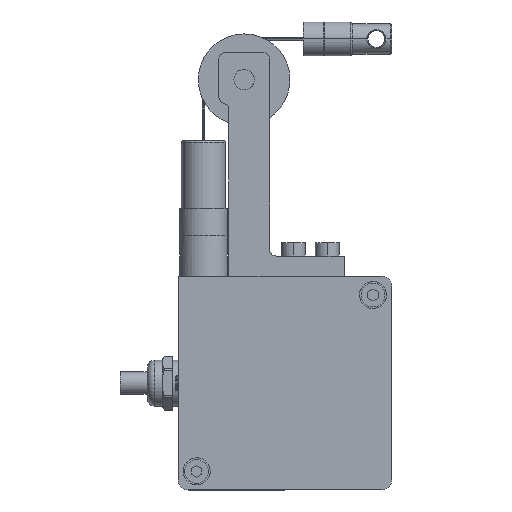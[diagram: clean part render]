
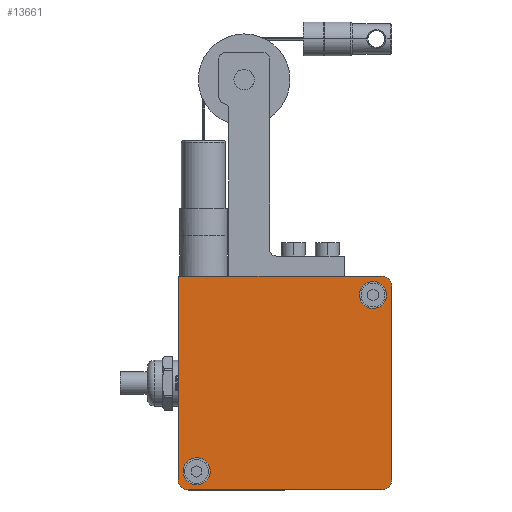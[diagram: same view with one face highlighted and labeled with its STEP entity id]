
A CAD part, left-side view. The second image highlights one B-rep face of the part: STEP entity #13661.
In plain terms, the highlighted planar face has unit normal (-1, 0, 0).
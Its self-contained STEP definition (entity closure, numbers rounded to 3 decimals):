
#13217=CARTESIAN_POINT('Axis2P3D Location',(-18.,26.,26.)) ;
#13221=CARTESIAN_POINT('Vertex',(-18.,29.51,27.918)) ;
#13223=CARTESIAN_POINT('Vertex',(-18.,22.49,24.082)) ;
#13243=CARTESIAN_POINT('Axis2P3D Location',(-18.,26.,26.)) ;
#13297=CARTESIAN_POINT('Axis2P3D Location',(-18.,-26.,-26.)) ;
#13301=CARTESIAN_POINT('Vertex',(-18.,-29.51,-27.918)) ;
#13303=CARTESIAN_POINT('Vertex',(-18.,-22.49,-24.082)) ;
#13323=CARTESIAN_POINT('Axis2P3D Location',(-18.,-26.,-26.)) ;
#13383=CARTESIAN_POINT('Axis2P3D Location',(-18.,28.5,28.5)) ;
#13387=CARTESIAN_POINT('Vertex',(-18.,31.5,28.5)) ;
#13389=CARTESIAN_POINT('Vertex',(-18.,28.5,31.5)) ;
#13423=CARTESIAN_POINT('Line Origine',(-18.,31.5,0.)) ;
#13427=CARTESIAN_POINT('Vertex',(-18.,31.5,-28.5)) ;
#13454=CARTESIAN_POINT('Axis2P3D Location',(-18.,28.5,-28.5)) ;
#13458=CARTESIAN_POINT('Vertex',(-18.,28.5,-31.5)) ;
#13485=CARTESIAN_POINT('Line Origine',(-18.,0.,-31.5)) ;
#13489=CARTESIAN_POINT('Vertex',(-18.,-28.5,-31.5)) ;
#13516=CARTESIAN_POINT('Axis2P3D Location',(-18.,-28.5,-28.5)) ;
#13520=CARTESIAN_POINT('Vertex',(-18.,-31.5,-28.5)) ;
#13554=CARTESIAN_POINT('Line Origine',(-18.,-1.25,31.5)) ;
#13558=CARTESIAN_POINT('Vertex',(-18.,-31.,31.5)) ;
#13578=CARTESIAN_POINT('Line Origine',(-18.,-31.5,1.25)) ;
#13582=CARTESIAN_POINT('Vertex',(-18.,-31.5,31.)) ;
#13633=CARTESIAN_POINT('Axis2P3D Location',(-18.,0.,0.)) ;
#13638=CARTESIAN_POINT('Axis2P3D Location',(-18.,-31.,31.)) ;
#13218=DIRECTION('Axis2P3D Direction',(1.,0.,-0.)) ;
#13244=DIRECTION('Axis2P3D Direction',(1.,0.,-0.)) ;
#13298=DIRECTION('Axis2P3D Direction',(1.,0.,-0.)) ;
#13324=DIRECTION('Axis2P3D Direction',(1.,0.,-0.)) ;
#13384=DIRECTION('Axis2P3D Direction',(-1.,0.,0.)) ;
#13424=DIRECTION('Vector Direction',(0.,0.,-1.)) ;
#13455=DIRECTION('Axis2P3D Direction',(-1.,0.,0.)) ;
#13486=DIRECTION('Vector Direction',(0.,-1.,0.)) ;
#13517=DIRECTION('Axis2P3D Direction',(-1.,0.,0.)) ;
#13555=DIRECTION('Vector Direction',(0.,1.,0.)) ;
#13579=DIRECTION('Vector Direction',(0.,0.,1.)) ;
#13634=DIRECTION('Axis2P3D Direction',(1.,0.,0.)) ;
#13635=DIRECTION('Axis2P3D XDirection',(0.,1.,0.)) ;
#13639=DIRECTION('Axis2P3D Direction',(1.,0.,0.)) ;
#13219=AXIS2_PLACEMENT_3D('Circle Axis2P3D',#13217,#13218,$) ;
#13245=AXIS2_PLACEMENT_3D('Circle Axis2P3D',#13243,#13244,$) ;
#13299=AXIS2_PLACEMENT_3D('Circle Axis2P3D',#13297,#13298,$) ;
#13325=AXIS2_PLACEMENT_3D('Circle Axis2P3D',#13323,#13324,$) ;
#13385=AXIS2_PLACEMENT_3D('Circle Axis2P3D',#13383,#13384,$) ;
#13456=AXIS2_PLACEMENT_3D('Circle Axis2P3D',#13454,#13455,$) ;
#13518=AXIS2_PLACEMENT_3D('Circle Axis2P3D',#13516,#13517,$) ;
#13636=AXIS2_PLACEMENT_3D('Plane Axis2P3D',#13633,#13634,#13635) ;
#13640=AXIS2_PLACEMENT_3D('Circle Axis2P3D',#13638,#13639,$) ;
#13644=ORIENTED_EDGE('',*,*,#13642,.F.) ;
#13645=ORIENTED_EDGE('',*,*,#13560,.F.) ;
#13646=ORIENTED_EDGE('',*,*,#13391,.F.) ;
#13647=ORIENTED_EDGE('',*,*,#13429,.F.) ;
#13648=ORIENTED_EDGE('',*,*,#13460,.F.) ;
#13649=ORIENTED_EDGE('',*,*,#13491,.F.) ;
#13650=ORIENTED_EDGE('',*,*,#13522,.F.) ;
#13651=ORIENTED_EDGE('',*,*,#13584,.F.) ;
#13654=ORIENTED_EDGE('',*,*,#13327,.T.) ;
#13655=ORIENTED_EDGE('',*,*,#13305,.T.) ;
#13658=ORIENTED_EDGE('',*,*,#13247,.T.) ;
#13659=ORIENTED_EDGE('',*,*,#13225,.T.) ;
#13656=FACE_BOUND('',#13653,.T.) ;
#13660=FACE_BOUND('',#13657,.T.) ;
#13425=VECTOR('Line Direction',#13424,1.) ;
#13487=VECTOR('Line Direction',#13486,1.) ;
#13556=VECTOR('Line Direction',#13555,1.) ;
#13580=VECTOR('Line Direction',#13579,1.) ;
#13661=ADVANCED_FACE('\X2\96F64EF651E04F554F53\X0\',(#13652,#13656,#13660),#13637,.F.) ;
#13220=CIRCLE('generated circle',#13219,4.) ;
#13246=CIRCLE('generated circle',#13245,4.) ;
#13300=CIRCLE('generated circle',#13299,4.) ;
#13326=CIRCLE('generated circle',#13325,4.) ;
#13386=CIRCLE('generated circle',#13385,3.) ;
#13457=CIRCLE('generated circle',#13456,3.) ;
#13519=CIRCLE('generated circle',#13518,3.) ;
#13641=CIRCLE('generated circle',#13640,0.5) ;
#13225=EDGE_CURVE('',#13222,#13224,#13220,.T.) ;
#13247=EDGE_CURVE('',#13224,#13222,#13246,.T.) ;
#13305=EDGE_CURVE('',#13302,#13304,#13300,.T.) ;
#13327=EDGE_CURVE('',#13304,#13302,#13326,.T.) ;
#13391=EDGE_CURVE('',#13388,#13390,#13386,.F.) ;
#13429=EDGE_CURVE('',#13428,#13388,#13426,.F.) ;
#13460=EDGE_CURVE('',#13459,#13428,#13457,.F.) ;
#13491=EDGE_CURVE('',#13490,#13459,#13488,.F.) ;
#13522=EDGE_CURVE('',#13521,#13490,#13519,.F.) ;
#13560=EDGE_CURVE('',#13390,#13559,#13557,.F.) ;
#13584=EDGE_CURVE('',#13583,#13521,#13581,.F.) ;
#13642=EDGE_CURVE('',#13559,#13583,#13641,.T.) ;
#13643=EDGE_LOOP('',(#13644,#13645,#13646,#13647,#13648,#13649,#13650,#13651)) ;
#13653=EDGE_LOOP('',(#13654,#13655)) ;
#13657=EDGE_LOOP('',(#13658,#13659)) ;
#13652=FACE_OUTER_BOUND('',#13643,.T.) ;
#13426=LINE('Line',#13423,#13425) ;
#13488=LINE('Line',#13485,#13487) ;
#13557=LINE('Line',#13554,#13556) ;
#13581=LINE('Line',#13578,#13580) ;
#13637=PLANE('',#13636) ;
#13222=VERTEX_POINT('',#13221) ;
#13224=VERTEX_POINT('',#13223) ;
#13302=VERTEX_POINT('',#13301) ;
#13304=VERTEX_POINT('',#13303) ;
#13388=VERTEX_POINT('',#13387) ;
#13390=VERTEX_POINT('',#13389) ;
#13428=VERTEX_POINT('',#13427) ;
#13459=VERTEX_POINT('',#13458) ;
#13490=VERTEX_POINT('',#13489) ;
#13521=VERTEX_POINT('',#13520) ;
#13559=VERTEX_POINT('',#13558) ;
#13583=VERTEX_POINT('',#13582) ;
